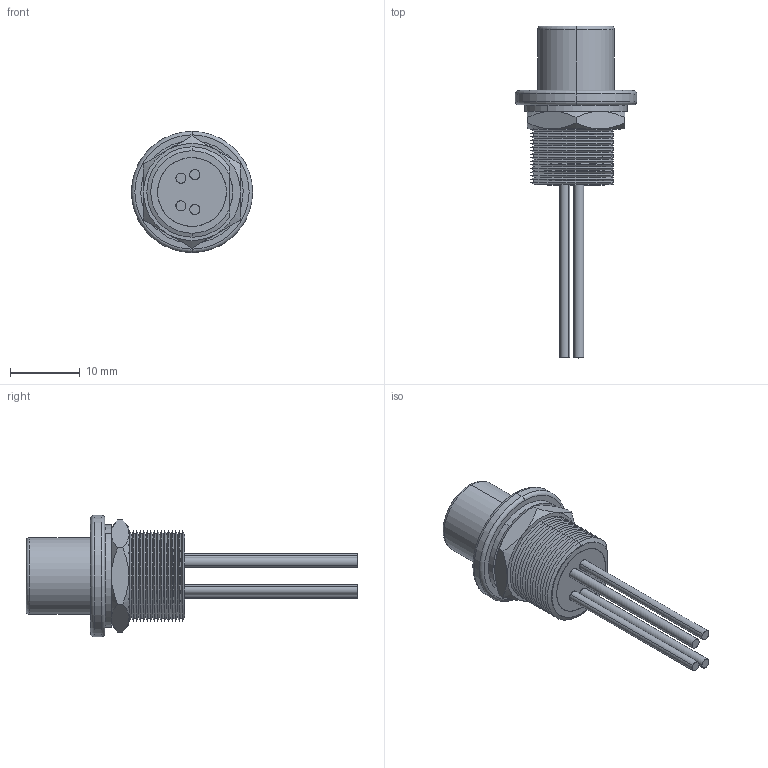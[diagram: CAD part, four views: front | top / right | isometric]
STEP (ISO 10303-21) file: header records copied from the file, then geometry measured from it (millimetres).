
FILE_DESCRIPTION (( 'STEP AP214' ), '1' );
FILE_NAME ('MD44FJF.STEP', '2019-06-27T19:47:07', ( '' ), ( '' ), 'SwSTEP 2.0', 'SolidWorks 2018', '' );
FILE_SCHEMA (( 'AUTOMOTIVE_DESIGN' ));
Length unit declared in the file: inch
Products named in the file (7): MD44FJF; 3AB10-001_MD44FJF; 3AC03-002; 3AA02-008; 3AB12-001_Mini Din 4; 3AA03-005; 3AB11-001_no pin marking
Assembly tree (9 placements, depth 2):
  MD44FJF
    3AB10-001_MD44FJF
    3AA03-005
    3AA02-008
    3AB11-001_no pin marking
    3AC03-002  x4
    3AB12-001_Mini Din 4
Bounding box: 17.45 x 47.75 x 17.45 mm (x, y, z)
Volume: 2523.8 mm3; surface area: 4955.9 mm2
Topology: 9 solids, 9 shells, 555 faces, 1381 edges, 870 vertices
Faces by surface type: plane 211, cylinder 162, cone 147, bspline 29, torus 6
Entity records: 18641 total; most frequent: CARTESIAN_POINT 5164, ORIENTED_EDGE 2690, DIRECTION 2600, EDGE_CURVE 1345, AXIS2_PLACEMENT_3D 910, VERTEX_POINT 846, VECTOR 780, LINE 780
